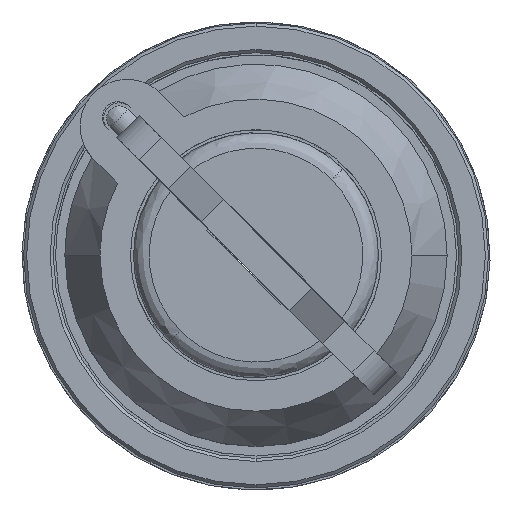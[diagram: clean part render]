
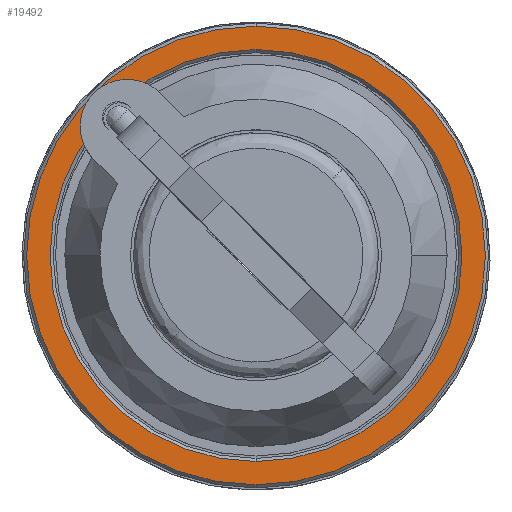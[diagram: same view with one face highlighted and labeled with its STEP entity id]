
A CAD part, top view. The second image highlights one B-rep face of the part: STEP entity #19492.
In plain terms, the highlighted planar face has unit normal (0, 0, 1).
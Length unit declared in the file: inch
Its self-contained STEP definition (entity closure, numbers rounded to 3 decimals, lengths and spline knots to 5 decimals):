
#359 = FACE_OUTER_BOUND ( 'NONE', #14903, .T. ) ;
#459 = AXIS2_PLACEMENT_3D ( 'NONE', #14419, #16742, #3947 ) ;
#1492 = CARTESIAN_POINT ( 'NONE',  ( 0., -0.51969, 0.48031 ) ) ;
#1797 = EDGE_CURVE ( 'NONE', #18792, #10227, #16385, .T. ) ;
#2389 = PLANE ( 'NONE',  #7864 ) ;
#3840 = ORIENTED_EDGE ( 'NONE', *, *, #9486, .T. ) ;
#3947 = DIRECTION ( 'NONE',  ( 0., -1., 0. ) ) ;
#3971 = DIRECTION ( 'NONE',  ( 0., 0., 1. ) ) ;
#4814 = EDGE_CURVE ( 'NONE', #10227, #18792, #9724, .T. ) ;
#6255 = AXIS2_PLACEMENT_3D ( 'NONE', #15140, #11775, #13559 ) ;
#6600 = CARTESIAN_POINT ( 'NONE',  ( 0., 0., 0.48031 ) ) ;
#6807 = DIRECTION ( 'NONE',  ( 0., -1., 0. ) ) ;
#7098 = CIRCLE ( 'NONE', #18590, 0.51969 ) ;
#7846 = CARTESIAN_POINT ( 'NONE',  ( 0., 0.57874, 0.48031 ) ) ;
#7864 = AXIS2_PLACEMENT_3D ( 'NONE', #13593, #3971, #15172 ) ;
#8630 = FACE_BOUND ( 'NONE', #13294, .T. ) ;
#9027 = CARTESIAN_POINT ( 'NONE',  ( 0., 0., 0.48031 ) ) ;
#9486 = EDGE_CURVE ( 'NONE', #10109, #17954, #7098, .T. ) ;
#9724 = CIRCLE ( 'NONE', #10696, 0.57874 ) ;
#10109 = VERTEX_POINT ( 'NONE', #18175 ) ;
#10227 = VERTEX_POINT ( 'NONE', #16905 ) ;
#10696 = AXIS2_PLACEMENT_3D ( 'NONE', #9027, #13366, #11789 ) ;
#11775 = DIRECTION ( 'NONE',  ( 0., 0., -1. ) ) ;
#11789 = DIRECTION ( 'NONE',  ( 0., 1., 0. ) ) ;
#11821 = ORIENTED_EDGE ( 'NONE', *, *, #4814, .F. ) ;
#13294 = EDGE_LOOP ( 'NONE', ( #17657, #3840 ) ) ;
#13366 = DIRECTION ( 'NONE',  ( 0., 0., -1. ) ) ;
#13559 = DIRECTION ( 'NONE',  ( 0., 1., 0. ) ) ;
#13593 = CARTESIAN_POINT ( 'NONE',  ( 0., 0.54987, 0.48031 ) ) ;
#13948 = ORIENTED_EDGE ( 'NONE', *, *, #1797, .F. ) ;
#14419 = CARTESIAN_POINT ( 'NONE',  ( 0., 0., 0.48031 ) ) ;
#14742 = DIRECTION ( 'NONE',  ( 0., 0., -1. ) ) ;
#14903 = EDGE_LOOP ( 'NONE', ( #13948, #11821 ) ) ;
#15140 = CARTESIAN_POINT ( 'NONE',  ( 0., 0., 0.48031 ) ) ;
#15172 = DIRECTION ( 'NONE',  ( 0., -1., 0. ) ) ;
#16385 = CIRCLE ( 'NONE', #6255, 0.57874 ) ;
#16742 = DIRECTION ( 'NONE',  ( 0., 0., -1. ) ) ;
#16905 = CARTESIAN_POINT ( 'NONE',  ( 0., -0.57874, 0.48031 ) ) ;
#17657 = ORIENTED_EDGE ( 'NONE', *, *, #20744, .T. ) ;
#17954 = VERTEX_POINT ( 'NONE', #1492 ) ;
#18035 = CIRCLE ( 'NONE', #459, 0.51969 ) ;
#18175 = CARTESIAN_POINT ( 'NONE',  ( 0., 0.51969, 0.48031 ) ) ;
#18590 = AXIS2_PLACEMENT_3D ( 'NONE', #6600, #14742, #6807 ) ;
#18792 = VERTEX_POINT ( 'NONE', #7846 ) ;
#19492 = ADVANCED_FACE ( 'NONE', ( #8630, #359 ), #2389, .T. ) ;
#20744 = EDGE_CURVE ( 'NONE', #17954, #10109, #18035, .T. ) ;
